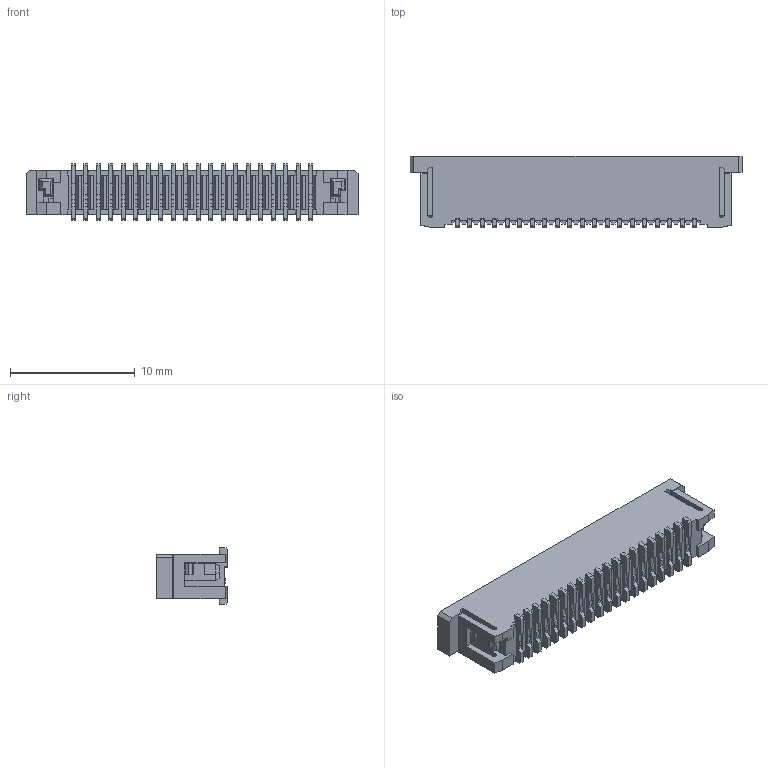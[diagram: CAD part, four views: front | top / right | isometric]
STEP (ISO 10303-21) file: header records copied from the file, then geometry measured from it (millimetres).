
FILE_DESCRIPTION((''),'2;1');
FILE_NAME('526102033','2014-03-12T',('me'),(''),'PRO/ENGINEER BY PARAMETRIC TECHNOLOGY CORPORATION, 2011490','PRO/ENGINEER BY PARAMETRIC TECHNOLOGY CORPORATION, 2011490','');
FILE_SCHEMA(('CONFIG_CONTROL_DESIGN'));
Length unit declared in the file: millimetre
Products named in the file (1): 526102033
Bounding box: 26.6 x 5.75 x 4.5 mm (x, y, z)
Volume: 420.2 mm3; surface area: 1428.7 mm2
Topology: 1 solids, 1 shells, 1651 faces, 5227 edges, 3506 vertices
Faces by surface type: plane 1546, cylinder 105
Entity records: 56680 total; most frequent: CARTESIAN_POINT 10237, ORIENTED_EDGE 10134, DIRECTION 8737, EDGE_CURVE 5067, VECTOR 5017, LINE 5017, VERTEX_POINT 3346, AXIS2_PLACEMENT_3D 1860
